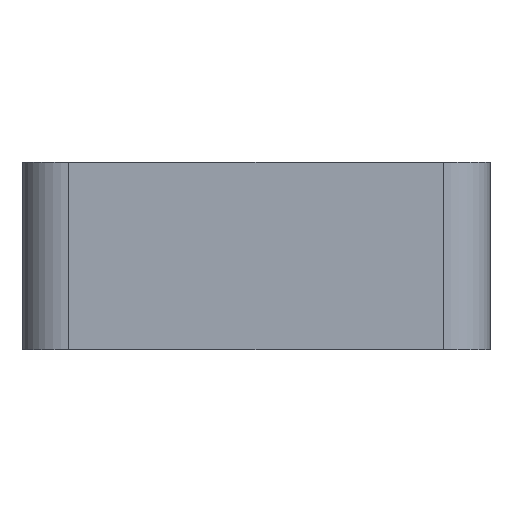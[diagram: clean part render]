
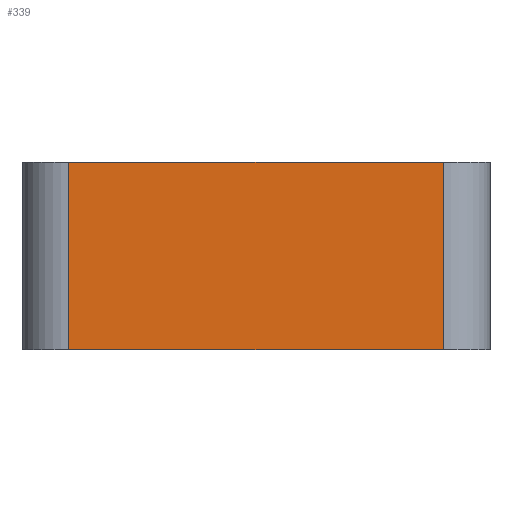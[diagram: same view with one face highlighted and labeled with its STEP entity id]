
A CAD part, front view. The second image highlights one B-rep face of the part: STEP entity #339.
In plain terms, the highlighted planar face has unit normal (0, -1, 0).
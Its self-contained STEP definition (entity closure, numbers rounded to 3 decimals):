
#23=PLANE('',#387);
#37=FACE_OUTER_BOUND('',#57,.T.);
#57=EDGE_LOOP('',(#275,#276,#277,#278));
#78=LINE('',#547,#106);
#85=LINE('',#577,#113);
#87=LINE('',#581,#115);
#88=LINE('',#582,#116);
#106=VECTOR('',#440,10.);
#113=VECTOR('',#471,10.);
#115=VECTOR('',#475,10.);
#116=VECTOR('',#476,10.);
#157=VERTEX_POINT('',#544);
#158=VERTEX_POINT('',#546);
#169=VERTEX_POINT('',#575);
#170=VERTEX_POINT('',#580);
#194=EDGE_CURVE('',#158,#157,#78,.T.);
#209=EDGE_CURVE('',#169,#157,#85,.T.);
#211=EDGE_CURVE('',#170,#169,#87,.T.);
#212=EDGE_CURVE('',#158,#170,#88,.T.);
#275=ORIENTED_EDGE('',*,*,#209,.F.);
#276=ORIENTED_EDGE('',*,*,#211,.F.);
#277=ORIENTED_EDGE('',*,*,#212,.F.);
#278=ORIENTED_EDGE('',*,*,#194,.T.);
#339=ADVANCED_FACE('',(#37),#23,.T.);
#387=AXIS2_PLACEMENT_3D('',#579,#473,#474);
#440=DIRECTION('',(1.,0.,0.));
#471=DIRECTION('',(0.,0.,-1.));
#473=DIRECTION('center_axis',(0.,-1.,0.));
#474=DIRECTION('ref_axis',(1.,0.,0.));
#475=DIRECTION('',(1.,0.,0.));
#476=DIRECTION('',(0.,0.,1.));
#544=CARTESIAN_POINT('',(-23.5,4.5,-5.5));
#546=CARTESIAN_POINT('',(-31.5,4.5,-5.5));
#547=CARTESIAN_POINT('',(-32.5,4.5,-5.5));
#575=CARTESIAN_POINT('',(-23.5,4.5,-1.5));
#577=CARTESIAN_POINT('',(-23.5,4.5,-5.5));
#579=CARTESIAN_POINT('Origin',(-32.5,4.5,-5.5));
#580=CARTESIAN_POINT('',(-31.5,4.5,-1.5));
#581=CARTESIAN_POINT('',(-32.5,4.5,-1.5));
#582=CARTESIAN_POINT('',(-31.5,4.5,-5.5));
